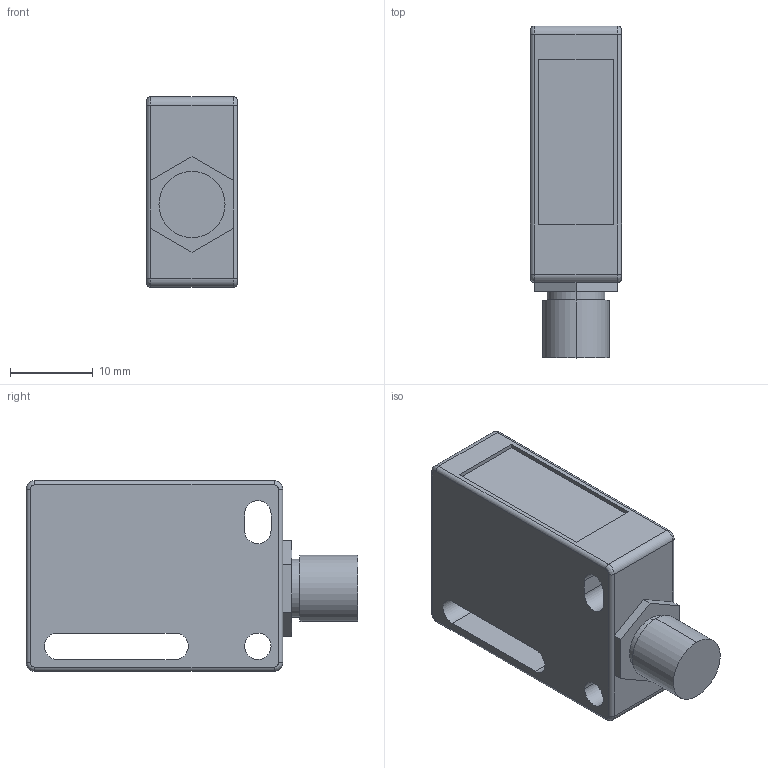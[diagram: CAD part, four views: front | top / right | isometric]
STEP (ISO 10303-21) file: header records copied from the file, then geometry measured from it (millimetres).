
FILE_DESCRIPTION((''),'2;1');
FILE_NAME('ML8_F403853A','2006-01-03T',('Pepperl+Fuchs'),('Industriehansa'),'PRO/ENGINEER BY PARAMETRIC TECHNOLOGY CORPORATION, 2005290','PRO/ENGINEER BY PARAMETRIC TECHNOLOGY CORPORATION, 2005290','');
FILE_SCHEMA(('AUTOMOTIVE_DESIGN_CC2 { 1 2 10303 214 -1 1 5 2 }'));
Length unit declared in the file: millimetre
Products named in the file (1): ML8_F403853A
Bounding box: 11 x 40.1 x 23 mm (x, y, z)
Volume: 7382.2 mm3; surface area: 3372.4 mm2
Topology: 1 solids, 1 shells, 55 faces, 147 edges, 110 vertices
Faces by surface type: plane 25, cylinder 22, torus 5, bspline 3
Entity records: 2408 total; most frequent: CARTESIAN_POINT 330, DIRECTION 305, ORIENTED_EDGE 260, PRESENTATION_STYLE_ASSIGNMENT 167, STYLED_ITEM 161, CURVE_STYLE 151, EDGE_CURVE 130, AXIS2_PLACEMENT_3D 105
